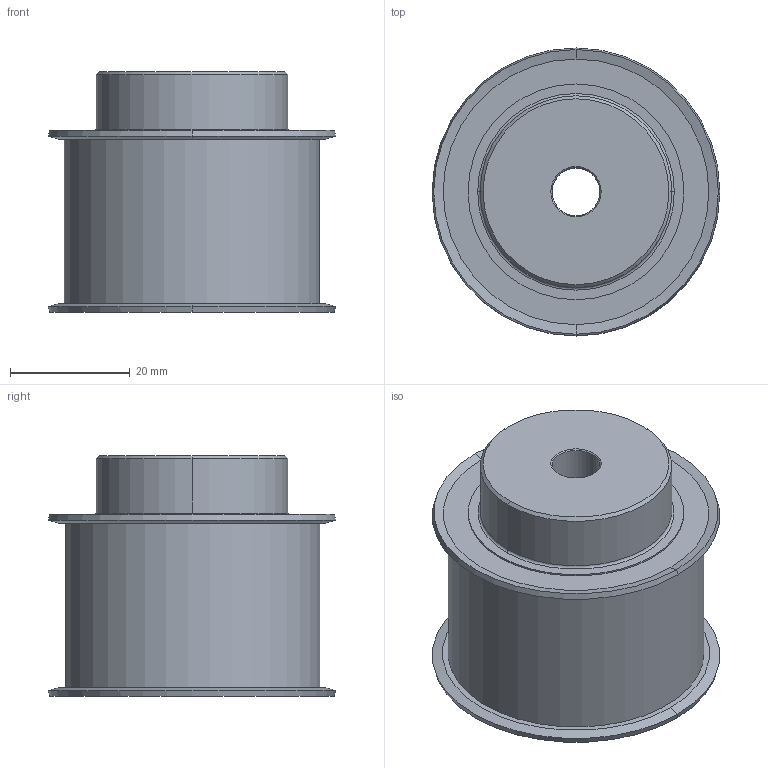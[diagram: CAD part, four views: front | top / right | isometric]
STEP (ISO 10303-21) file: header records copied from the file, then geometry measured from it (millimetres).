
FILE_DESCRIPTION((''),'2;1');
FILE_NAME('LS40T10_14-2_HUB-32X10_D-8H7','2015-10-10T',('SYSTEM'),(''),'PRO/ENGINEER BY PARAMETRIC TECHNOLOGY CORPORATION, 2015110','PRO/ENGINEER BY PARAMETRIC TECHNOLOGY CORPORATION, 2015110','');
FILE_SCHEMA(('AUTOMOTIVE_DESIGN { 1 0 10303 214 1 1 1 1 }'));
Length unit declared in the file: millimetre
Products named in the file (1): LS40T10_14-2_HUB-32X10_D-8H7
Bounding box: 48 x 48 x 40.18 mm (x, y, z)
Volume: 48837.6 mm3; surface area: 10421.3 mm2
Topology: 1 solids, 1 shells, 51 faces, 116 edges, 72 vertices
Faces by surface type: cylinder 18, cone 18, plane 13, torus 2
Entity records: 1680 total; most frequent: DIRECTION 280, CARTESIAN_POINT 241, ORIENTED_EDGE 232, EDGE_CURVE 116, AXIS2_PLACEMENT_3D 113, VERTEX_POINT 72, CIRCLE 62, EDGE_LOOP 58
